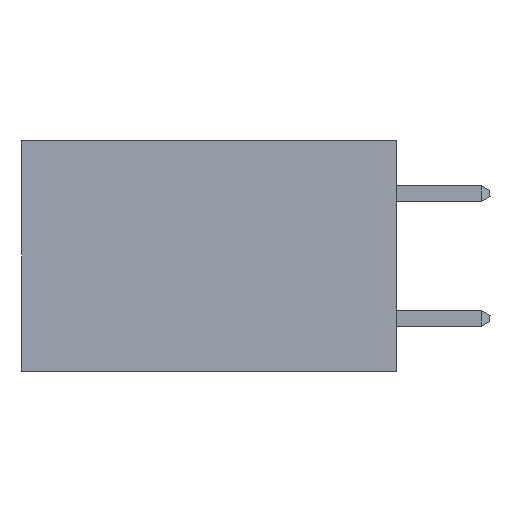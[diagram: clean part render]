
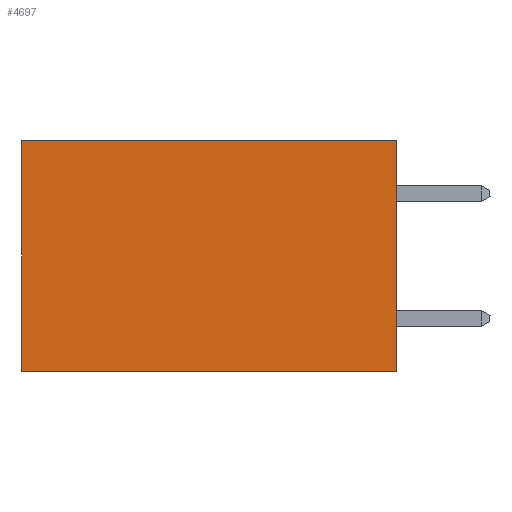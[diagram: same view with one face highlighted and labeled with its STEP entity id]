
A CAD part, left-side view. The second image highlights one B-rep face of the part: STEP entity #4697.
In plain terms, the highlighted planar face has unit normal (-1, 0, 0).
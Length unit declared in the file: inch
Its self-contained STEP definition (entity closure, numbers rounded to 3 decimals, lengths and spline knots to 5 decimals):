
#2006 = EDGE_CURVE ( 'NONE', #5954, #25509, #6825, .T. ) ;
#2159 = LINE ( 'NONE', #21231, #19146 ) ;
#2410 = VECTOR ( 'NONE', #23433, 39.37008 ) ;
#3713 = VERTEX_POINT ( 'NONE', #12377 ) ;
#3950 = CARTESIAN_POINT ( 'NONE',  ( 0.298, 0., 0. ) ) ;
#4697 = ADVANCED_FACE ( 'NONE', ( #17972 ), #11719, .F. ) ;
#4836 = CARTESIAN_POINT ( 'NONE',  ( 0.298, 0.6, 0. ) ) ;
#5908 = DIRECTION ( 'NONE',  ( 0., 1., 0. ) ) ;
#5954 = VERTEX_POINT ( 'NONE', #3950 ) ;
#5989 = LINE ( 'NONE', #14213, #16939 ) ;
#6825 = LINE ( 'NONE', #23525, #2410 ) ;
#7351 = ORIENTED_EDGE ( 'NONE', *, *, #17950, .T. ) ;
#8410 = ORIENTED_EDGE ( 'NONE', *, *, #21214, .T. ) ;
#9005 = DIRECTION ( 'NONE',  ( 0., 1., 0. ) ) ;
#9804 = CARTESIAN_POINT ( 'NONE',  ( 0.298, 0., 0. ) ) ;
#10464 = AXIS2_PLACEMENT_3D ( 'NONE', #9804, #26036, #26133 ) ;
#10487 = CARTESIAN_POINT ( 'NONE',  ( 0.298, 0., -0.37 ) ) ;
#11719 = PLANE ( 'NONE',  #10464 ) ;
#12212 = VERTEX_POINT ( 'NONE', #24663 ) ;
#12377 = CARTESIAN_POINT ( 'NONE',  ( 0.298, 0.6, 0. ) ) ;
#14213 = CARTESIAN_POINT ( 'NONE',  ( 0.298, 0., 0. ) ) ;
#16468 = LINE ( 'NONE', #4836, #21249 ) ;
#16604 = ORIENTED_EDGE ( 'NONE', *, *, #2006, .F. ) ;
#16939 = VECTOR ( 'NONE', #5908, 39.37008 ) ;
#17039 = EDGE_CURVE ( 'NONE', #25509, #12212, #2159, .T. ) ;
#17950 = EDGE_CURVE ( 'NONE', #5954, #3713, #5989, .T. ) ;
#17972 = FACE_OUTER_BOUND ( 'NONE', #25822, .T. ) ;
#19146 = VECTOR ( 'NONE', #9005, 39.37008 ) ;
#21214 = EDGE_CURVE ( 'NONE', #3713, #12212, #16468, .T. ) ;
#21231 = CARTESIAN_POINT ( 'NONE',  ( 0.298, 0., -0.37 ) ) ;
#21249 = VECTOR ( 'NONE', #25354, 39.37008 ) ;
#23433 = DIRECTION ( 'NONE',  ( 0., 0., -1. ) ) ;
#23525 = CARTESIAN_POINT ( 'NONE',  ( 0.298, 0., 0. ) ) ;
#23538 = ORIENTED_EDGE ( 'NONE', *, *, #17039, .F. ) ;
#24663 = CARTESIAN_POINT ( 'NONE',  ( 0.298, 0.6, -0.37 ) ) ;
#25354 = DIRECTION ( 'NONE',  ( 0., 0., -1. ) ) ;
#25509 = VERTEX_POINT ( 'NONE', #10487 ) ;
#25822 = EDGE_LOOP ( 'NONE', ( #8410, #23538, #16604, #7351 ) ) ;
#26036 = DIRECTION ( 'NONE',  ( 1., 0., 0. ) ) ;
#26133 = DIRECTION ( 'NONE',  ( 0., 0., -1. ) ) ;
